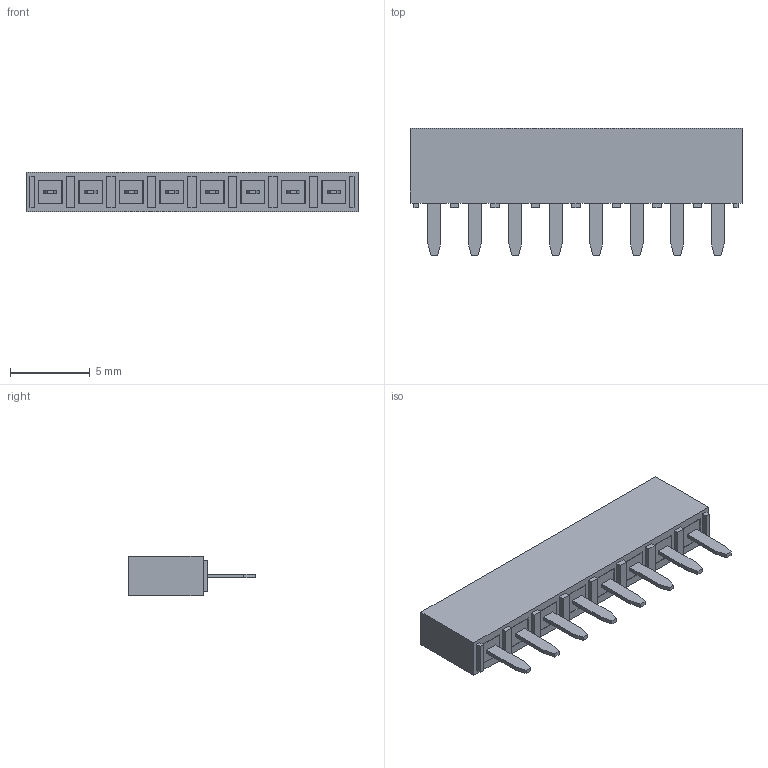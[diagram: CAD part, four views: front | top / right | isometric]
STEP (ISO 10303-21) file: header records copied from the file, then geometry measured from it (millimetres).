
FILE_DESCRIPTION((''),'2;1');
FILE_NAME('ZL305-8S_P2-54_L20-82_W2-5_H5','2020-09-15T',('Dragos'),(''),'PRO/ENGINEER BY PARAMETRIC TECHNOLOGY CORPORATION, 2004440','PRO/ENGINEER BY PARAMETRIC TECHNOLOGY CORPORATION, 2004440','');
FILE_SCHEMA(('AUTOMOTIVE_DESIGN { 1 0 10303 214 1 1 1 1 }'));
Length unit declared in the file: millimetre
Products named in the file (1): ZL305-8S_P2-54_L20-82_W2-5_H5
Bounding box: 20.82 x 8 x 2.5 mm (x, y, z)
Volume: 213.2 mm3; surface area: 870.8 mm2
Topology: 1 solids, 1 shells, 299 faces, 712 edges, 464 vertices
Faces by surface type: plane 299
Entity records: 12003 total; most frequent: CARTESIAN_POINT 1477, ORIENTED_EDGE 1424, DIRECTION 1312, PRESENTATION_STYLE_ASSIGNMENT 826, STYLED_ITEM 714, CURVE_STYLE 713, VECTOR 712, LINE 712
